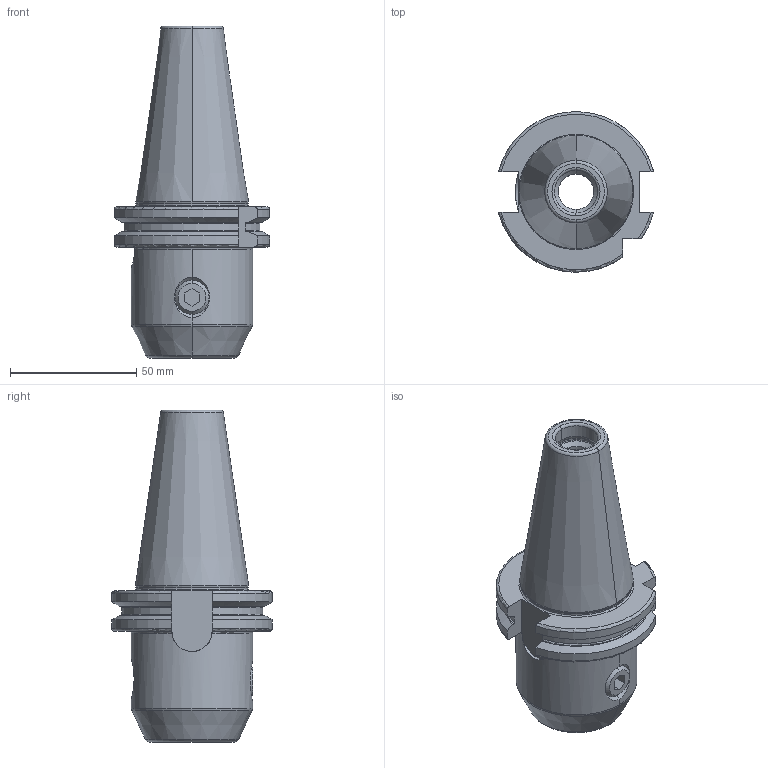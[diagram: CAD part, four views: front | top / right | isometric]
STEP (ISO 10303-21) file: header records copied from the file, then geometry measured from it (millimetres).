
FILE_DESCRIPTION((''),'2;1');
FILE_NAME('402_04_16','2020-07-08T',('104091'),(''),'CREO PARAMETRIC BY PTC INC, 2015290','CREO PARAMETRIC BY PTC INC, 2015290','');
FILE_SCHEMA(('CONFIG_CONTROL_DESIGN'));
Length unit declared in the file: millimetre
Products named in the file (1): 402_04_16
Bounding box: 61.48 x 63.54 x 131.4 mm (x, y, z)
Volume: 163117.6 mm3; surface area: 28614.2 mm2
Topology: 1 solids, 1 shells, 119 faces, 301 edges, 190 vertices
Faces by surface type: torus 33, plane 30, cylinder 28, cone 26, sphere 2
Entity records: 3934 total; most frequent: CARTESIAN_POINT 1039, DIRECTION 625, ORIENTED_EDGE 584, EDGE_CURVE 292, AXIS2_PLACEMENT_3D 254, VERTEX_POINT 180, CIRCLE 132, EDGE_LOOP 126
